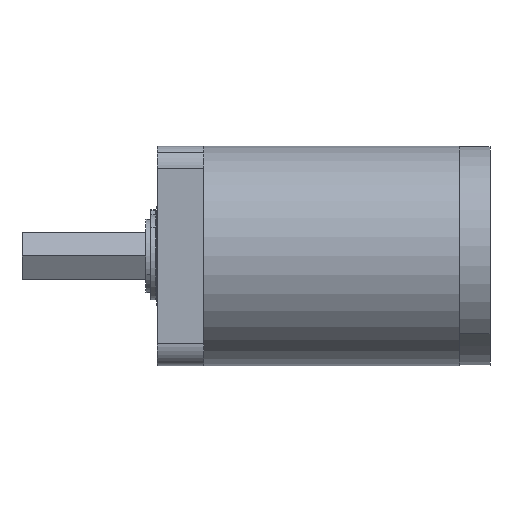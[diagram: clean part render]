
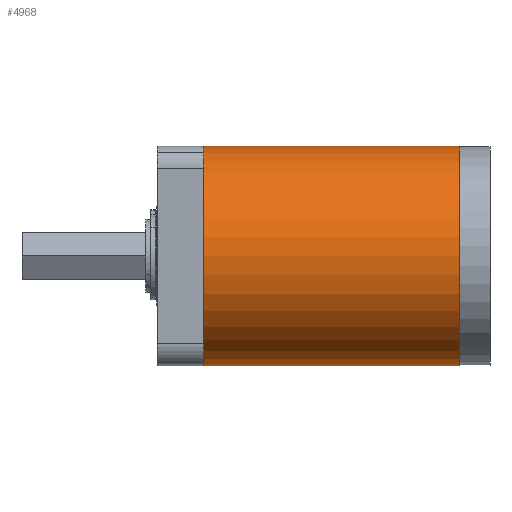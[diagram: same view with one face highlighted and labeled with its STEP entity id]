
A CAD part, left-side view. The second image highlights one B-rep face of the part: STEP entity #4968.
In plain terms, the highlighted cylindrical face has radius 22.5 mm (diameter 45 mm), a partial arc.
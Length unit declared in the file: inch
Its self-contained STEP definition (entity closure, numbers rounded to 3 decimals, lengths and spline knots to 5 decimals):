
#255 = VECTOR ( 'NONE', #14248, 39.37008 ) ;
#1654 = EDGE_CURVE ( 'NONE', #16577, #17564, #23303, .T. ) ;
#2894 = CARTESIAN_POINT ( 'NONE',  ( 0., 2.06693, -0.88583 ) ) ;
#3455 = EDGE_CURVE ( 'NONE', #16577, #18363, #27241, .T. ) ;
#3527 = DIRECTION ( 'NONE',  ( 0., 1., 0. ) ) ;
#3691 = DIRECTION ( 'NONE',  ( 0., -1., 0. ) ) ;
#3737 = DIRECTION ( 'NONE',  ( 0., 0., 1. ) ) ;
#3795 = DIRECTION ( 'NONE',  ( 0., 1., 0. ) ) ;
#3818 = CARTESIAN_POINT ( 'NONE',  ( 0., 2.06693, 0. ) ) ;
#3959 = CARTESIAN_POINT ( 'NONE',  ( 0., 0., 0.88583 ) ) ;
#4865 = CYLINDRICAL_SURFACE ( 'NONE', #19221, 0.88583 ) ;
#4968 = ADVANCED_FACE ( 'NONE', ( #5569 ), #4865, .T. ) ;
#5234 = DIRECTION ( 'NONE',  ( 0., -1., 0. ) ) ;
#5569 = FACE_OUTER_BOUND ( 'NONE', #11492, .T. ) ;
#5697 = CARTESIAN_POINT ( 'NONE',  ( 0., 2.06693, 0.88583 ) ) ;
#9835 = CARTESIAN_POINT ( 'NONE',  ( 0., 2.06693, -0.88583 ) ) ;
#10069 = DIRECTION ( 'NONE',  ( 0., 0., -1. ) ) ;
#10971 = ORIENTED_EDGE ( 'NONE', *, *, #3455, .T. ) ;
#11414 = AXIS2_PLACEMENT_3D ( 'NONE', #16311, #3527, #18448 ) ;
#11492 = EDGE_LOOP ( 'NONE', ( #24207, #26685, #10971, #20701 ) ) ;
#11828 = CIRCLE ( 'NONE', #11414, 0.88583 ) ;
#12463 = LINE ( 'NONE', #26578, #23085 ) ;
#14248 = DIRECTION ( 'NONE',  ( 0., -1., 0. ) ) ;
#14888 = EDGE_CURVE ( 'NONE', #17564, #18011, #12463, .T. ) ;
#16311 = CARTESIAN_POINT ( 'NONE',  ( 0., 0., 0. ) ) ;
#16577 = VERTEX_POINT ( 'NONE', #2894 ) ;
#17564 = VERTEX_POINT ( 'NONE', #5697 ) ;
#18011 = VERTEX_POINT ( 'NONE', #3959 ) ;
#18319 = AXIS2_PLACEMENT_3D ( 'NONE', #3818, #3795, #3737 ) ;
#18363 = VERTEX_POINT ( 'NONE', #20571 ) ;
#18448 = DIRECTION ( 'NONE',  ( 0., 0., 1. ) ) ;
#19221 = AXIS2_PLACEMENT_3D ( 'NONE', #22793, #3691, #10069 ) ;
#19371 = EDGE_CURVE ( 'NONE', #18363, #18011, #11828, .T. ) ;
#20571 = CARTESIAN_POINT ( 'NONE',  ( 0., 0., -0.88583 ) ) ;
#20701 = ORIENTED_EDGE ( 'NONE', *, *, #19371, .T. ) ;
#22793 = CARTESIAN_POINT ( 'NONE',  ( 0., 2.06693, 0. ) ) ;
#23085 = VECTOR ( 'NONE', #5234, 39.37008 ) ;
#23303 = CIRCLE ( 'NONE', #18319, 0.88583 ) ;
#24207 = ORIENTED_EDGE ( 'NONE', *, *, #14888, .F. ) ;
#26578 = CARTESIAN_POINT ( 'NONE',  ( 0., 2.06693, 0.88583 ) ) ;
#26685 = ORIENTED_EDGE ( 'NONE', *, *, #1654, .F. ) ;
#27241 = LINE ( 'NONE', #9835, #255 ) ;
